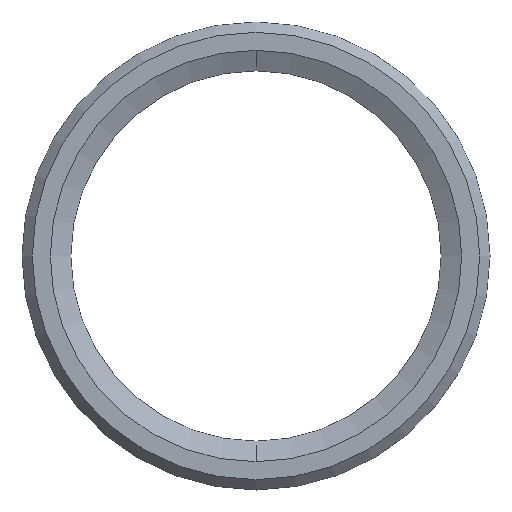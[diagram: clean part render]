
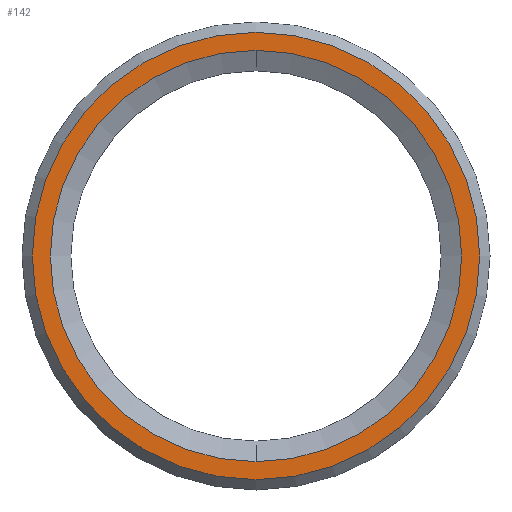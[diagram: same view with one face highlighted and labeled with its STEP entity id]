
A CAD part, front view. The second image highlights one B-rep face of the part: STEP entity #142.
In plain terms, the highlighted planar face has unit normal (0, -1, 0).
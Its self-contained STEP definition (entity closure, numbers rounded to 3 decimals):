
#1 = PLANE ( 'NONE',  #13 ) ;
#4 = AXIS2_PLACEMENT_3D ( 'NONE', #448, #445, #443 ) ;
#13 = AXIS2_PLACEMENT_3D ( 'NONE', #198, #26, #471 ) ;
#26 = DIRECTION ( 'NONE',  ( 0., 1., 0. ) ) ;
#41 = EDGE_LOOP ( 'NONE', ( #226, #236 ) ) ;
#58 = DIRECTION ( 'NONE',  ( 0., 0., -1. ) ) ;
#65 = DIRECTION ( 'NONE',  ( 0., -1., 0. ) ) ;
#67 = CARTESIAN_POINT ( 'NONE',  ( 0., -0.75, 0. ) ) ;
#70 = EDGE_CURVE ( 'NONE', #219, #449, #255, .T. ) ;
#71 = EDGE_LOOP ( 'NONE', ( #243, #244 ) ) ;
#88 = AXIS2_PLACEMENT_3D ( 'NONE', #278, #276, #274 ) ;
#93 = AXIS2_PLACEMENT_3D ( 'NONE', #67, #65, #58 ) ;
#132 = EDGE_CURVE ( 'NONE', #228, #415, #175, .T. ) ;
#142 = ADVANCED_FACE ( 'NONE', ( #375, #357 ), #1, .F. ) ;
#147 = CIRCLE ( 'NONE', #88, 10. ) ;
#170 = EDGE_CURVE ( 'NONE', #449, #219, #350, .T. ) ;
#175 = CIRCLE ( 'NONE', #93, 10. ) ;
#198 = CARTESIAN_POINT ( 'NONE',  ( -10., -0.75, 0. ) ) ;
#219 = VERTEX_POINT ( 'NONE', #407 ) ;
#226 = ORIENTED_EDGE ( 'NONE', *, *, #70, .T. ) ;
#228 = VERTEX_POINT ( 'NONE', #417 ) ;
#236 = ORIENTED_EDGE ( 'NONE', *, *, #170, .T. ) ;
#239 = AXIS2_PLACEMENT_3D ( 'NONE', #406, #396, #390 ) ;
#243 = ORIENTED_EDGE ( 'NONE', *, *, #132, .F. ) ;
#244 = ORIENTED_EDGE ( 'NONE', *, *, #464, .F. ) ;
#255 = CIRCLE ( 'NONE', #239, 10.875 ) ;
#274 = DIRECTION ( 'NONE',  ( 0., 0., -1. ) ) ;
#276 = DIRECTION ( 'NONE',  ( 0., -1., 0. ) ) ;
#278 = CARTESIAN_POINT ( 'NONE',  ( 0., -0.75, 0. ) ) ;
#302 = CARTESIAN_POINT ( 'NONE',  ( 0., -0.75, -10.875 ) ) ;
#324 = CARTESIAN_POINT ( 'NONE',  ( 0., -0.75, 10. ) ) ;
#350 = CIRCLE ( 'NONE', #4, 10.875 ) ;
#357 = FACE_BOUND ( 'NONE', #71, .T. ) ;
#375 = FACE_OUTER_BOUND ( 'NONE', #41, .T. ) ;
#390 = DIRECTION ( 'NONE',  ( 0., 0., 1. ) ) ;
#396 = DIRECTION ( 'NONE',  ( 0., -1., 0. ) ) ;
#406 = CARTESIAN_POINT ( 'NONE',  ( 0., -0.75, 0. ) ) ;
#407 = CARTESIAN_POINT ( 'NONE',  ( 0., -0.75, 10.875 ) ) ;
#415 = VERTEX_POINT ( 'NONE', #324 ) ;
#417 = CARTESIAN_POINT ( 'NONE',  ( 0., -0.75, -10. ) ) ;
#443 = DIRECTION ( 'NONE',  ( 0., 0., 1. ) ) ;
#445 = DIRECTION ( 'NONE',  ( 0., -1., 0. ) ) ;
#448 = CARTESIAN_POINT ( 'NONE',  ( 0., -0.75, 0. ) ) ;
#449 = VERTEX_POINT ( 'NONE', #302 ) ;
#464 = EDGE_CURVE ( 'NONE', #415, #228, #147, .T. ) ;
#471 = DIRECTION ( 'NONE',  ( 0., 0., 1. ) ) ;
